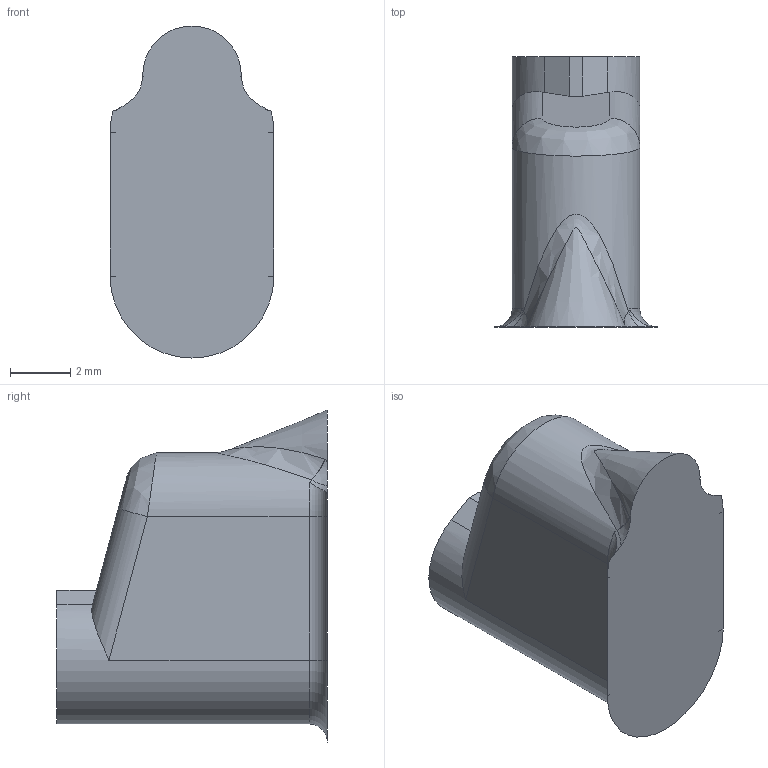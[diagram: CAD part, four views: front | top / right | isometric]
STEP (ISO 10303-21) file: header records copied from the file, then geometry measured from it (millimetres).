
FILE_DESCRIPTION(('FreeCAD Model'),'2;1');
FILE_NAME( 'bear-extruder-ptfe-insert.step', '2020-04-14T10:38:04',('Author'),(''), 'Open CASCADE STEP processor 7.3','FreeCAD','Unknown');
FILE_SCHEMA(('AUTOMOTIVE_DESIGN { 1 0 10303 214 1 1 1 1 }'));
Length unit declared in the file: millimetre
Products named in the file (1): ptfe-insert
Bounding box: 5.45 x 9 x 11.05 mm (x, y, z)
Volume: 278.3 mm3; surface area: 276.2 mm2
Topology: 1 solids, 1 shells, 34 faces, 82 edges, 50 vertices
Faces by surface type: plane 10, bspline 10, cylinder 6, cone 3, torus 3, sphere 2
Entity records: 3116 total; most frequent: CARTESIAN_POINT 1376, DIRECTION 233, ORIENTED_EDGE 164, PCURVE 164, DEFINITIONAL_REPRESENTATION 164, LINE 105, VECTOR 105, B_SPLINE_CURVE_WITH_KNOTS 91
